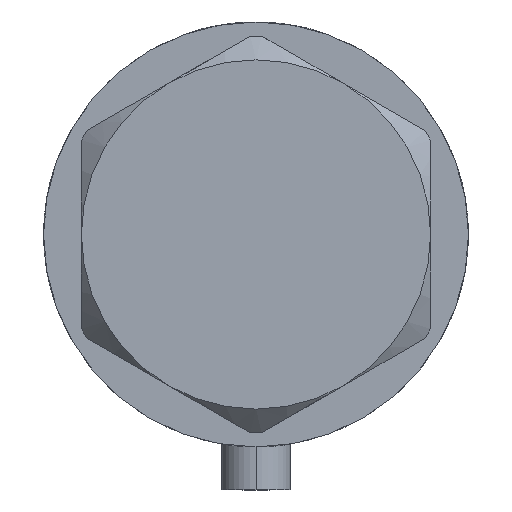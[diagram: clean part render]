
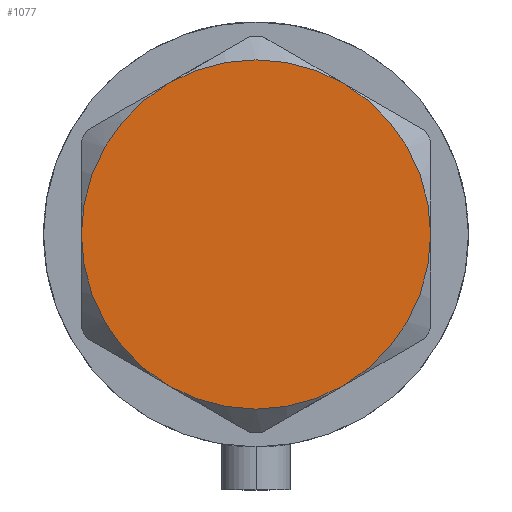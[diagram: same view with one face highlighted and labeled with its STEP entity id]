
A CAD part, left-side view. The second image highlights one B-rep face of the part: STEP entity #1077.
In plain terms, the highlighted face is planar.
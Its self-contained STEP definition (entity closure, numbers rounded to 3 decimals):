
#282 = VERTEX_POINT ( 'NONE', #2853 ) ;
#362 = EDGE_CURVE ( 'NONE', #4430, #282, #3998, .T. ) ;
#372 = CIRCLE ( 'NONE', #674, 30. ) ;
#565 = VERTEX_POINT ( 'NONE', #2042 ) ;
#580 = VERTEX_POINT ( 'NONE', #2790 ) ;
#591 = AXIS2_PLACEMENT_3D ( 'NONE', #4215, #4540, #2674 ) ;
#674 = AXIS2_PLACEMENT_3D ( 'NONE', #2439, #3934, #2091 ) ;
#883 = CARTESIAN_POINT ( 'NONE',  ( 0., 0., 14.5 ) ) ;
#920 = EDGE_CURVE ( 'NONE', #282, #565, #372, .T. ) ;
#968 = AXIS2_PLACEMENT_3D ( 'NONE', #2797, #1327, #3223 ) ;
#986 = DIRECTION ( 'NONE',  ( 0., 0., 1. ) ) ;
#1077 = ADVANCED_FACE ( 'NONE', ( #3010 ), #1209, .T. ) ;
#1209 = PLANE ( 'NONE',  #591 ) ;
#1278 = DIRECTION ( 'NONE',  ( 1., 0., 0. ) ) ;
#1294 = DIRECTION ( 'NONE',  ( 0., 0., 1. ) ) ;
#1327 = DIRECTION ( 'NONE',  ( 0., 0., 1. ) ) ;
#1342 = EDGE_LOOP ( 'NONE', ( #4497, #1560, #3212, #3642, #4641, #2040 ) ) ;
#1355 = CIRCLE ( 'NONE', #4477, 30. ) ;
#1452 = AXIS2_PLACEMENT_3D ( 'NONE', #3168, #1294, #2763 ) ;
#1511 = CARTESIAN_POINT ( 'NONE',  ( -15., 25.981, 14.5 ) ) ;
#1519 = EDGE_CURVE ( 'NONE', #580, #4248, #1355, .T. ) ;
#1560 = ORIENTED_EDGE ( 'NONE', *, *, #2175, .T. ) ;
#2040 = ORIENTED_EDGE ( 'NONE', *, *, #362, .T. ) ;
#2042 = CARTESIAN_POINT ( 'NONE',  ( 30., 0., 14.5 ) ) ;
#2091 = DIRECTION ( 'NONE',  ( 1., 0., 0. ) ) ;
#2175 = EDGE_CURVE ( 'NONE', #565, #580, #3830, .T. ) ;
#2300 = CIRCLE ( 'NONE', #3239, 30. ) ;
#2439 = CARTESIAN_POINT ( 'NONE',  ( 0., 0., 14.5 ) ) ;
#2471 = CARTESIAN_POINT ( 'NONE',  ( -30., 0., 14.5 ) ) ;
#2572 = VERTEX_POINT ( 'NONE', #2471 ) ;
#2674 = DIRECTION ( 'NONE',  ( 1., 0., 0. ) ) ;
#2763 = DIRECTION ( 'NONE',  ( 1., 0., 0. ) ) ;
#2790 = CARTESIAN_POINT ( 'NONE',  ( 15., 25.981, 14.5 ) ) ;
#2797 = CARTESIAN_POINT ( 'NONE',  ( 0., 0., 14.5 ) ) ;
#2853 = CARTESIAN_POINT ( 'NONE',  ( 15., -25.981, 14.5 ) ) ;
#2869 = DIRECTION ( 'NONE',  ( 1., 0., 0. ) ) ;
#3010 = FACE_OUTER_BOUND ( 'NONE', #1342, .T. ) ;
#3145 = DIRECTION ( 'NONE',  ( 0., 0., 1. ) ) ;
#3168 = CARTESIAN_POINT ( 'NONE',  ( 0., 0., 14.5 ) ) ;
#3212 = ORIENTED_EDGE ( 'NONE', *, *, #1519, .T. ) ;
#3223 = DIRECTION ( 'NONE',  ( 1., 0., 0. ) ) ;
#3239 = AXIS2_PLACEMENT_3D ( 'NONE', #3898, #986, #1278 ) ;
#3459 = EDGE_CURVE ( 'NONE', #4248, #2572, #2300, .T. ) ;
#3603 = DIRECTION ( 'NONE',  ( 0., 0., 1. ) ) ;
#3642 = ORIENTED_EDGE ( 'NONE', *, *, #3459, .T. ) ;
#3830 = CIRCLE ( 'NONE', #3917, 30. ) ;
#3898 = CARTESIAN_POINT ( 'NONE',  ( 0., 0., 14.5 ) ) ;
#3917 = AXIS2_PLACEMENT_3D ( 'NONE', #3969, #3603, #2869 ) ;
#3934 = DIRECTION ( 'NONE',  ( 0., 0., 1. ) ) ;
#3969 = CARTESIAN_POINT ( 'NONE',  ( 0., 0., 14.5 ) ) ;
#3998 = CIRCLE ( 'NONE', #968, 30. ) ;
#4019 = CIRCLE ( 'NONE', #1452, 30. ) ;
#4215 = CARTESIAN_POINT ( 'NONE',  ( 0., 0., 14.5 ) ) ;
#4248 = VERTEX_POINT ( 'NONE', #1511 ) ;
#4258 = CARTESIAN_POINT ( 'NONE',  ( -15., -25.981, 14.5 ) ) ;
#4263 = DIRECTION ( 'NONE',  ( 1., 0., 0. ) ) ;
#4411 = EDGE_CURVE ( 'NONE', #2572, #4430, #4019, .T. ) ;
#4430 = VERTEX_POINT ( 'NONE', #4258 ) ;
#4477 = AXIS2_PLACEMENT_3D ( 'NONE', #883, #3145, #4263 ) ;
#4497 = ORIENTED_EDGE ( 'NONE', *, *, #920, .T. ) ;
#4540 = DIRECTION ( 'NONE',  ( 0., 0., 1. ) ) ;
#4641 = ORIENTED_EDGE ( 'NONE', *, *, #4411, .T. ) ;
